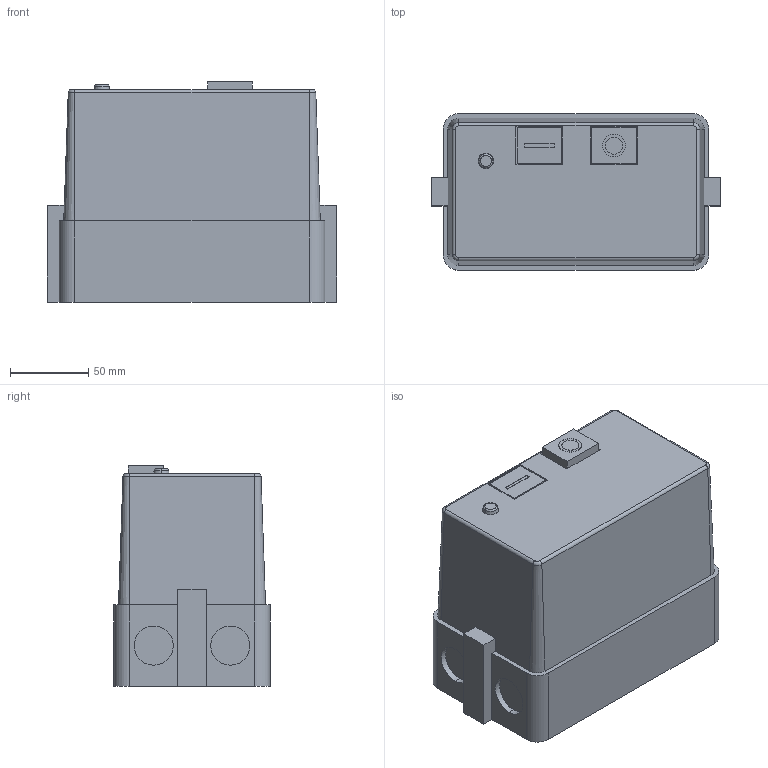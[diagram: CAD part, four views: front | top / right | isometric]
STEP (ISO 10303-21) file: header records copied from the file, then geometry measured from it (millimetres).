
FILE_DESCRIPTION (( 'STEP AP214' ), '1' );
FILE_NAME ('Ïóñêàòåëü â êîðïóñå ÊÌÝ 25À.STEP', '2018-06-19T07:04:33', ( '' ), ( '' ), 'SwSTEP 2.0', 'SolidWorks 2017', '' );
FILE_SCHEMA (( 'AUTOMOTIVE_DESIGN' ));
Length unit declared in the file: millimetre
Products named in the file (1): Ïóñêàòåëü â êîðïóñå ÊÌÝ 25À
Bounding box: 185 x 100 x 141 mm (x, y, z)
Volume: 2120375.5 mm3; surface area: 107278.3 mm2
Topology: 1 solids, 1 shells, 92 faces, 218 edges, 142 vertices
Faces by surface type: plane 56, cylinder 24, torus 6, cone 6
Entity records: 2684 total; most frequent: DIRECTION 472, CARTESIAN_POINT 453, ORIENTED_EDGE 436, EDGE_CURVE 218, AXIS2_PLACEMENT_3D 161, VECTOR 150, LINE 150, VERTEX_POINT 142
